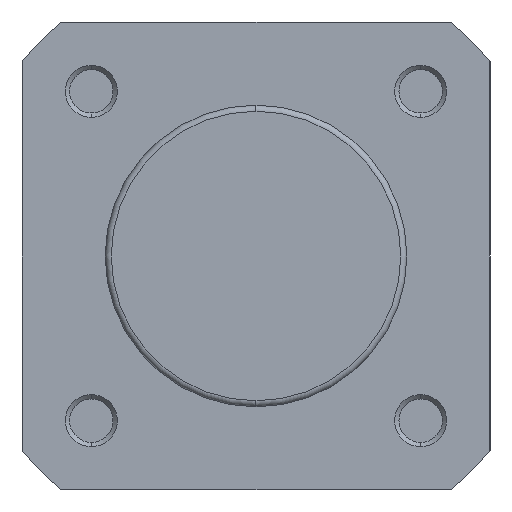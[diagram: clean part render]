
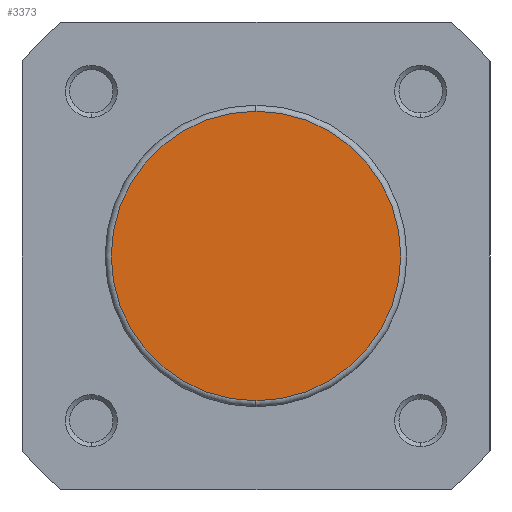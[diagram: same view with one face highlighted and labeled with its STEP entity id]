
A CAD part, left-side view. The second image highlights one B-rep face of the part: STEP entity #3373.
In plain terms, the highlighted planar face has unit normal (-1, 0, 0).
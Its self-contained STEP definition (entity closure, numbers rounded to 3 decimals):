
#33 = AXIS2_PLACEMENT_3D ( 'NONE', #2968, #2965, #2964 ) ;
#78 = FACE_OUTER_BOUND ( 'NONE', #4339, .T. ) ;
#993 = CIRCLE ( 'NONE', #1476, 16.7 ) ;
#1106 = CIRCLE ( 'NONE', #1513, 16.7 ) ;
#1476 = AXIS2_PLACEMENT_3D ( 'NONE', #2222, #2223, #2224 ) ;
#1513 = AXIS2_PLACEMENT_3D ( 'NONE', #2416, #2417, #2418 ) ;
#1879 = CARTESIAN_POINT ( 'NONE',  ( 0., 0., -16.7 ) ) ;
#2048 = CARTESIAN_POINT ( 'NONE',  ( 0., 0., 16.7 ) ) ;
#2222 = CARTESIAN_POINT ( 'NONE',  ( 0., 0., 0. ) ) ;
#2223 = DIRECTION ( 'NONE',  ( -1., 0., 0. ) ) ;
#2224 = DIRECTION ( 'NONE',  ( 0., 0., 1. ) ) ;
#2416 = CARTESIAN_POINT ( 'NONE',  ( 0., 0., 0. ) ) ;
#2417 = DIRECTION ( 'NONE',  ( -1., 0., 0. ) ) ;
#2418 = DIRECTION ( 'NONE',  ( 0., 0., 1. ) ) ;
#2964 = DIRECTION ( 'NONE',  ( 0., 0., 1. ) ) ;
#2965 = DIRECTION ( 'NONE',  ( -1., 0., 0. ) ) ;
#2967 = PLANE ( 'NONE',  #33 ) ;
#2968 = CARTESIAN_POINT ( 'NONE',  ( 0., -17.4, 0. ) ) ;
#3373 = ADVANCED_FACE ( 'NONE', ( #78 ), #2967, .T. ) ;
#3895 = ORIENTED_EDGE ( 'NONE', *, *, #5211, .T. ) ;
#3896 = ORIENTED_EDGE ( 'NONE', *, *, #5391, .T. ) ;
#4339 = EDGE_LOOP ( 'NONE', ( #3896, #3895 ) ) ;
#4650 = VERTEX_POINT ( 'NONE', #1879 ) ;
#5017 = VERTEX_POINT ( 'NONE', #2048 ) ;
#5211 = EDGE_CURVE ( 'NONE', #4650, #5017, #993, .T. ) ;
#5391 = EDGE_CURVE ( 'NONE', #5017, #4650, #1106, .T. ) ;
